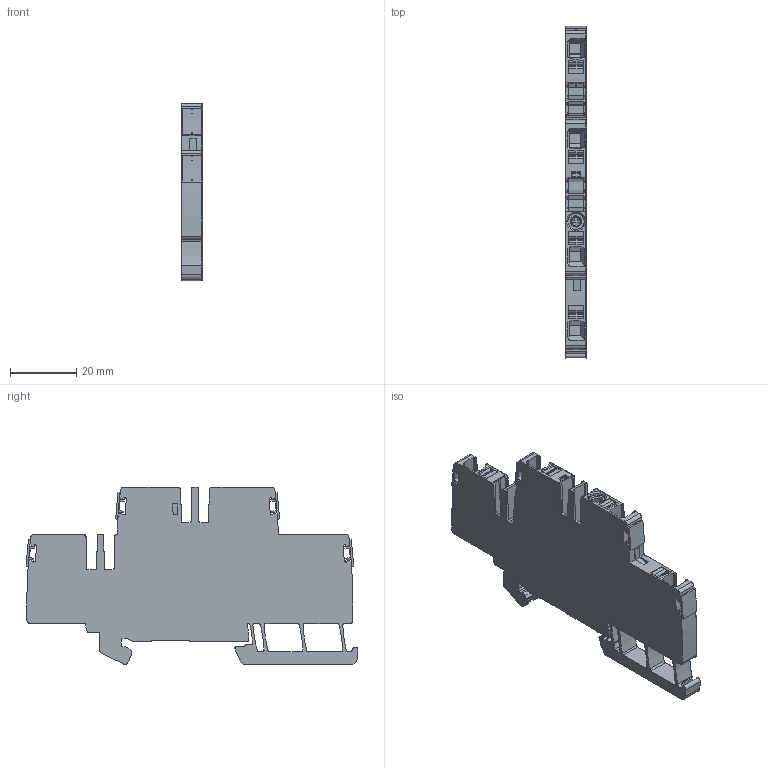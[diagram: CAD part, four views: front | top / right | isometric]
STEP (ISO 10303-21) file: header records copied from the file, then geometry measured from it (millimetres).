
FILE_DESCRIPTION(('CATIA V5 STEP Exchange','CAx-IF Rec.Pracs.--- Model Styling and Organization---1.4--- 2014-01-23'),'2;1');
FILE_NAME ('1135598-3_2', '2023-12-15T06:47:16+00:00', ('none'), ('Weidmueller'), 'CATIA Version 5-6 Release 2016 SP3 HF44', 'CATIA V5 STEP AP214', 'none');
FILE_SCHEMA(('AUTOMOTIVE_DESIGN { 1 0 10303 214 1 1 1 1 }'));
Length unit declared in the file: millimetre
Products named in the file (1): 2675200000_A2T_4_PE_DL
Bounding box: 6.1 x 100.19 x 53.6 mm (x, y, z)
Volume: 19980.8 mm3; surface area: 19971.7 mm2
Topology: 10 solids, 11 shells, 1227 faces, 3599 edges, 2402 vertices
Faces by surface type: plane 642, cylinder 547, torus 16, cone 11, bspline 11
Entity records: 41891 total; most frequent: CARTESIAN_POINT 9950, ORIENTED_EDGE 7192, DIRECTION 5412, EDGE_CURVE 3596, VERTEX_POINT 2402, VECTOR 2390, LINE 2390, AXIS2_PLACEMENT_3D 1977
